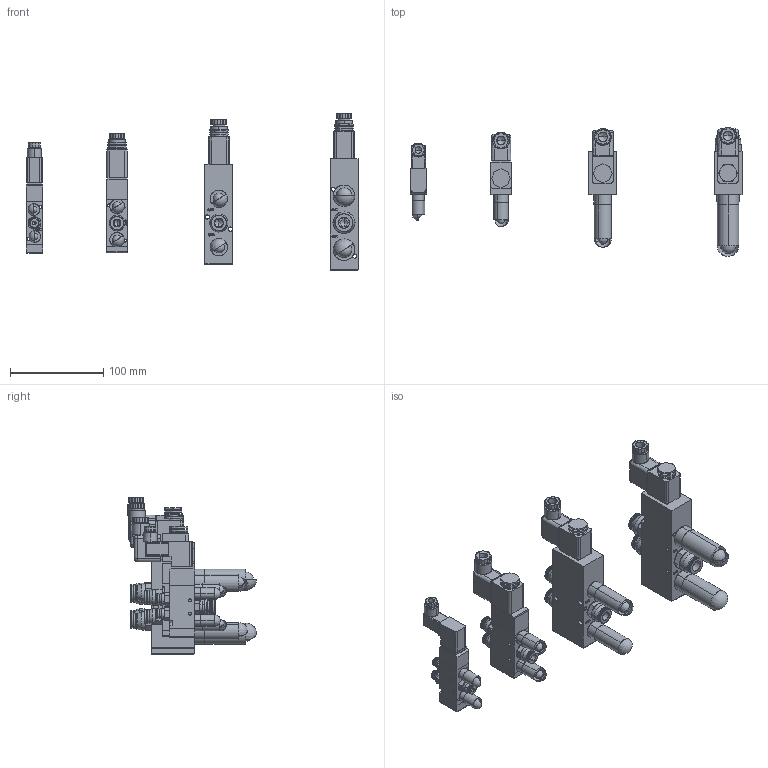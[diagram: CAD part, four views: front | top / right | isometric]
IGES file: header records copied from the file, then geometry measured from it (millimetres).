
Start section: SolidWorks IGES file using analytic representation for surfaces
Global section: file name: VALVULA 5-2 VIAS PNEUMATICA SIMPLES SOLENOIDE.IGS; native system: SolidWorks 2017; preprocessor: SolidWorks 2017; author: WINDOWS 10 PRO; date: 190405.012150; units: millimetre
Bounding box: 356.83 x 138.5 x 168 mm (x, y, z)
Surface area: 193099.5 mm2 (no closed solid volume)
Topology: 0 solids, 0 shells, 1995 faces, 24182 edges, 24115 vertices
Faces by surface type: bspline 1201, revolution 794
